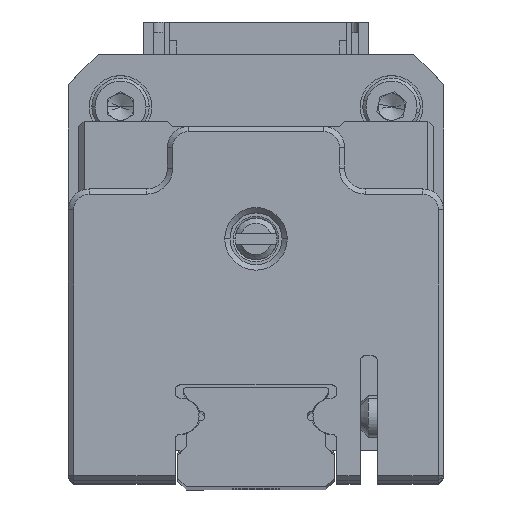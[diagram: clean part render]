
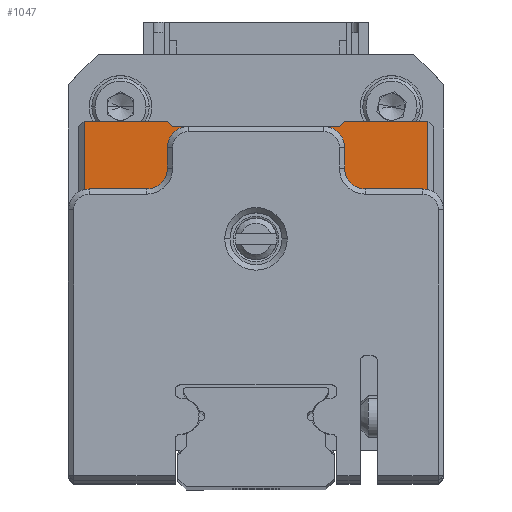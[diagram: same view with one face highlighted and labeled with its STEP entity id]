
A CAD part, top view. The second image highlights one B-rep face of the part: STEP entity #1047.
In plain terms, the highlighted planar face has unit normal (0, 0, 1).
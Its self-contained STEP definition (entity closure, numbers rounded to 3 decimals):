
#226 = CARTESIAN_POINT ( 'NONE',  ( -15.418, 17.365, 98.5 ) ) ;
#552 = DIRECTION ( 'NONE',  ( 0., 0., 1. ) ) ;
#715 = CARTESIAN_POINT ( 'NONE',  ( 8.082, 5.875, 98.5 ) ) ;
#729 = DIRECTION ( 'NONE',  ( 1., 0., 0. ) ) ;
#1047 = ADVANCED_FACE ( 'NONE', ( #46422, #23043, #47907 ), #29736, .F. ) ;
#1647 = EDGE_CURVE ( 'NONE', #37382, #11185, #41996, .T. ) ;
#1724 = LINE ( 'NONE', #28565, #49845 ) ;
#1749 = VECTOR ( 'NONE', #36029, 1000. ) ;
#1873 = CARTESIAN_POINT ( 'NONE',  ( -15.918, 17.365, 98.5 ) ) ;
#2297 = DIRECTION ( 'NONE',  ( 1., 0., 0. ) ) ;
#3469 = CIRCLE ( 'NONE', #35127, 2.1 ) ;
#5398 = DIRECTION ( 'NONE',  ( 1., 0., 0. ) ) ;
#5502 = DIRECTION ( 'NONE',  ( -0.707, -0.707, 0. ) ) ;
#6038 = VECTOR ( 'NONE', #6203, 1000. ) ;
#6203 = DIRECTION ( 'NONE',  ( 0., -1., 0. ) ) ;
#6554 = DIRECTION ( 'NONE',  ( 0., 0., -1. ) ) ;
#6957 = VERTEX_POINT ( 'NONE', #34252 ) ;
#7393 = ORIENTED_EDGE ( 'NONE', *, *, #60002, .T. ) ;
#7418 = CARTESIAN_POINT ( 'NONE',  ( 17.582, -1.385, 98.5 ) ) ;
#8120 = CARTESIAN_POINT ( 'NONE',  ( -3.418, -1.885, 98.5 ) ) ;
#8595 = EDGE_CURVE ( 'NONE', #6957, #51631, #28601, .T. ) ;
#8780 = CIRCLE ( 'NONE', #19239, 2.1 ) ;
#8822 = EDGE_CURVE ( 'NONE', #48087, #43710, #18349, .T. ) ;
#9254 = VERTEX_POINT ( 'NONE', #31158 ) ;
#9722 = ORIENTED_EDGE ( 'NONE', *, *, #43859, .F. ) ;
#10357 = VERTEX_POINT ( 'NONE', #7418 ) ;
#11185 = VERTEX_POINT ( 'NONE', #45733 ) ;
#11354 = CIRCLE ( 'NONE', #18418, 2.1 ) ;
#11402 = EDGE_CURVE ( 'NONE', #47144, #33211, #8780, .T. ) ;
#11979 = CARTESIAN_POINT ( 'NONE',  ( -5.918, 5.875, 98.5 ) ) ;
#12796 = ORIENTED_EDGE ( 'NONE', *, *, #17318, .T. ) ;
#12969 = LINE ( 'NONE', #39494, #48748 ) ;
#14188 = ORIENTED_EDGE ( 'NONE', *, *, #55560, .T. ) ;
#15109 = EDGE_CURVE ( 'NONE', #43710, #10357, #57333, .T. ) ;
#15299 = CARTESIAN_POINT ( 'NONE',  ( 5.582, 5.915, 98.5 ) ) ;
#16411 = EDGE_LOOP ( 'NONE', ( #43298, #41351 ) ) ;
#16623 = DIRECTION ( 'NONE',  ( 1., 0., 0. ) ) ;
#16728 = CARTESIAN_POINT ( 'NONE',  ( -3.418, -1.385, 98.5 ) ) ;
#17318 = EDGE_CURVE ( 'NONE', #36427, #51737, #38919, .T. ) ;
#18349 = LINE ( 'NONE', #15299, #6038 ) ;
#18418 = AXIS2_PLACEMENT_3D ( 'NONE', #28407, #552, #33105 ) ;
#18979 = DIRECTION ( 'NONE',  ( 0., 0., 1. ) ) ;
#19239 = AXIS2_PLACEMENT_3D ( 'NONE', #715, #33266, #5398 ) ;
#19904 = CIRCLE ( 'NONE', #48808, 4.5 ) ;
#20010 = VECTOR ( 'NONE', #24636, 1000. ) ;
#21350 = VERTEX_POINT ( 'NONE', #57972 ) ;
#21599 = DIRECTION ( 'NONE',  ( -0.707, 0.707, 0. ) ) ;
#22598 = CARTESIAN_POINT ( 'NONE',  ( 17.582, 17.365, 98.5 ) ) ;
#23043 = FACE_BOUND ( 'NONE', #23259, .T. ) ;
#23259 = EDGE_LOOP ( 'NONE', ( #42576, #49664 ) ) ;
#23385 = CARTESIAN_POINT ( 'NONE',  ( 9.582, 17.365, 98.5 ) ) ;
#24636 = DIRECTION ( 'NONE',  ( 1., 0., 0. ) ) ;
#24885 = CARTESIAN_POINT ( 'NONE',  ( 5.982, 5.875, 98.5 ) ) ;
#24999 = ORIENTED_EDGE ( 'NONE', *, *, #1647, .T. ) ;
#25451 = VECTOR ( 'NONE', #21599, 1000. ) ;
#25800 = DIRECTION ( 'NONE',  ( 0., 0., -1. ) ) ;
#26304 = CARTESIAN_POINT ( 'NONE',  ( -6.918, 16.865, 98.5 ) ) ;
#27102 = VECTOR ( 'NONE', #46524, 1000. ) ;
#27601 = EDGE_CURVE ( 'NONE', #33211, #47144, #11354, .T. ) ;
#28407 = CARTESIAN_POINT ( 'NONE',  ( 8.082, 5.875, 98.5 ) ) ;
#28565 = CARTESIAN_POINT ( 'NONE',  ( -15.918, 17.365, 98.5 ) ) ;
#28601 = CIRCLE ( 'NONE', #46556, 2.1 ) ;
#29215 = VECTOR ( 'NONE', #50602, 1000. ) ;
#29546 = VECTOR ( 'NONE', #5502, 1000. ) ;
#29736 = PLANE ( 'NONE',  #33701 ) ;
#30152 = CARTESIAN_POINT ( 'NONE',  ( -6.918, 16.865, 98.5 ) ) ;
#30608 = VECTOR ( 'NONE', #35379, 1000. ) ;
#30681 = CARTESIAN_POINT ( 'NONE',  ( -15.418, 17.365, 98.5 ) ) ;
#31158 = CARTESIAN_POINT ( 'NONE',  ( -7.418, 17.365, 98.5 ) ) ;
#31669 = EDGE_CURVE ( 'NONE', #37382, #58134, #38066, .T. ) ;
#32475 = EDGE_CURVE ( 'NONE', #10357, #58134, #43111, .T. ) ;
#33105 = DIRECTION ( 'NONE',  ( 1., 0., 0. ) ) ;
#33211 = VERTEX_POINT ( 'NONE', #59717 ) ;
#33266 = DIRECTION ( 'NONE',  ( 0., 0., 1. ) ) ;
#33701 = AXIS2_PLACEMENT_3D ( 'NONE', #1873, #6554, #39133 ) ;
#34252 = CARTESIAN_POINT ( 'NONE',  ( -3.818, 5.875, 98.5 ) ) ;
#34742 = ORIENTED_EDGE ( 'NONE', *, *, #15109, .T. ) ;
#35127 = AXIS2_PLACEMENT_3D ( 'NONE', #11979, #44606, #16623 ) ;
#35162 = EDGE_CURVE ( 'NONE', #51631, #6957, #3469, .T. ) ;
#35344 = LINE ( 'NONE', #30152, #46301 ) ;
#35379 = DIRECTION ( 'NONE',  ( 0., -1., 0. ) ) ;
#36029 = DIRECTION ( 'NONE',  ( 0., 1., 0. ) ) ;
#36427 = VERTEX_POINT ( 'NONE', #16728 ) ;
#37331 = CARTESIAN_POINT ( 'NONE',  ( -15.918, 17.365, 98.5 ) ) ;
#37382 = VERTEX_POINT ( 'NONE', #23385 ) ;
#37609 = CARTESIAN_POINT ( 'NONE',  ( 17.582, 17.365, 98.5 ) ) ;
#38066 = LINE ( 'NONE', #37331, #27102 ) ;
#38919 = LINE ( 'NONE', #8120, #1749 ) ;
#39133 = DIRECTION ( 'NONE',  ( -1., 0., 0. ) ) ;
#39494 = CARTESIAN_POINT ( 'NONE',  ( -15.918, -1.385, 98.5 ) ) ;
#40812 = LINE ( 'NONE', #26304, #25451 ) ;
#41217 = EDGE_CURVE ( 'NONE', #44044, #9254, #40812, .T. ) ;
#41351 = ORIENTED_EDGE ( 'NONE', *, *, #11402, .F. ) ;
#41996 = LINE ( 'NONE', #51972, #29546 ) ;
#42576 = ORIENTED_EDGE ( 'NONE', *, *, #8595, .F. ) ;
#42927 = ORIENTED_EDGE ( 'NONE', *, *, #45232, .F. ) ;
#43062 = LINE ( 'NONE', #30681, #30608 ) ;
#43111 = LINE ( 'NONE', #22598, #29215 ) ;
#43298 = ORIENTED_EDGE ( 'NONE', *, *, #27601, .F. ) ;
#43710 = VERTEX_POINT ( 'NONE', #47554 ) ;
#43859 = EDGE_CURVE ( 'NONE', #44044, #11185, #35344, .T. ) ;
#44044 = VERTEX_POINT ( 'NONE', #49973 ) ;
#44589 = DIRECTION ( 'NONE',  ( 1., 0., 0. ) ) ;
#44606 = DIRECTION ( 'NONE',  ( 0., 0., 1. ) ) ;
#44777 = CARTESIAN_POINT ( 'NONE',  ( 5.582, 5.915, 98.5 ) ) ;
#45232 = EDGE_CURVE ( 'NONE', #49473, #9254, #1724, .T. ) ;
#45733 = CARTESIAN_POINT ( 'NONE',  ( 9.082, 16.865, 98.5 ) ) ;
#45948 = CARTESIAN_POINT ( 'NONE',  ( -8.018, 5.875, 98.5 ) ) ;
#46301 = VECTOR ( 'NONE', #2297, 1000. ) ;
#46422 = FACE_BOUND ( 'NONE', #16411, .T. ) ;
#46524 = DIRECTION ( 'NONE',  ( 1., 0., 0. ) ) ;
#46556 = AXIS2_PLACEMENT_3D ( 'NONE', #46959, #18979, #51700 ) ;
#46959 = CARTESIAN_POINT ( 'NONE',  ( -5.918, 5.875, 98.5 ) ) ;
#47144 = VERTEX_POINT ( 'NONE', #24885 ) ;
#47192 = ORIENTED_EDGE ( 'NONE', *, *, #41217, .T. ) ;
#47554 = CARTESIAN_POINT ( 'NONE',  ( 5.582, -1.385, 98.5 ) ) ;
#47907 = FACE_OUTER_BOUND ( 'NONE', #56013, .T. ) ;
#48087 = VERTEX_POINT ( 'NONE', #44777 ) ;
#48748 = VECTOR ( 'NONE', #44589, 1000. ) ;
#48808 = AXIS2_PLACEMENT_3D ( 'NONE', #53836, #25800, #58535 ) ;
#49407 = ORIENTED_EDGE ( 'NONE', *, *, #56725, .T. ) ;
#49473 = VERTEX_POINT ( 'NONE', #226 ) ;
#49664 = ORIENTED_EDGE ( 'NONE', *, *, #35162, .F. ) ;
#49845 = VECTOR ( 'NONE', #729, 1000. ) ;
#49973 = CARTESIAN_POINT ( 'NONE',  ( -6.918, 16.865, 98.5 ) ) ;
#50582 = ORIENTED_EDGE ( 'NONE', *, *, #32475, .T. ) ;
#50602 = DIRECTION ( 'NONE',  ( 0., 1., 0. ) ) ;
#51631 = VERTEX_POINT ( 'NONE', #45948 ) ;
#51700 = DIRECTION ( 'NONE',  ( 1., 0., 0. ) ) ;
#51737 = VERTEX_POINT ( 'NONE', #56171 ) ;
#51972 = CARTESIAN_POINT ( 'NONE',  ( 9.082, 16.865, 98.5 ) ) ;
#52650 = CARTESIAN_POINT ( 'NONE',  ( -15.918, -1.385, 98.5 ) ) ;
#53836 = CARTESIAN_POINT ( 'NONE',  ( 1.082, 5.915, 98.5 ) ) ;
#55560 = EDGE_CURVE ( 'NONE', #49473, #21350, #43062, .T. ) ;
#56013 = EDGE_LOOP ( 'NONE', ( #9722, #47192, #42927, #14188, #49407, #12796, #7393, #57217, #34742, #50582, #59602, #24999 ) ) ;
#56171 = CARTESIAN_POINT ( 'NONE',  ( -3.418, 5.915, 98.5 ) ) ;
#56725 = EDGE_CURVE ( 'NONE', #21350, #36427, #12969, .T. ) ;
#57217 = ORIENTED_EDGE ( 'NONE', *, *, #8822, .T. ) ;
#57333 = LINE ( 'NONE', #52650, #20010 ) ;
#57972 = CARTESIAN_POINT ( 'NONE',  ( -15.418, -1.385, 98.5 ) ) ;
#58134 = VERTEX_POINT ( 'NONE', #37609 ) ;
#58535 = DIRECTION ( 'NONE',  ( -1., 0., 0. ) ) ;
#59602 = ORIENTED_EDGE ( 'NONE', *, *, #31669, .F. ) ;
#59717 = CARTESIAN_POINT ( 'NONE',  ( 10.182, 5.875, 98.5 ) ) ;
#60002 = EDGE_CURVE ( 'NONE', #51737, #48087, #19904, .T. ) ;
